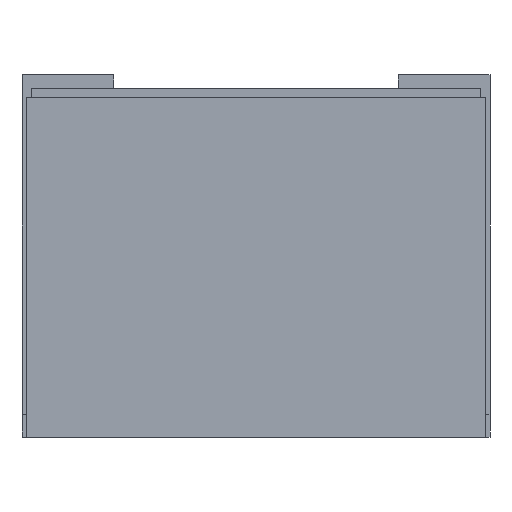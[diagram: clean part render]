
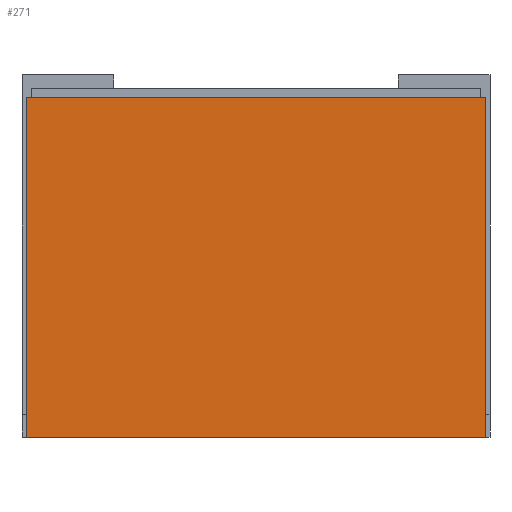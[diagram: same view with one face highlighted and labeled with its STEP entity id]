
A CAD part, front view. The second image highlights one B-rep face of the part: STEP entity #271.
In plain terms, the highlighted planar face has unit normal (0, -1, 0).
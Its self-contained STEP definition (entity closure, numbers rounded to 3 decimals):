
#22 = VERTEX_POINT('',#23);
#23 = CARTESIAN_POINT('',(-0.25,-0.5,0.));
#31 = EDGE_CURVE('',#22,#32,#34,.T.);
#32 = VERTEX_POINT('',#33);
#33 = CARTESIAN_POINT('',(-0.25,-0.5,0.37));
#34 = LINE('',#35,#36);
#35 = CARTESIAN_POINT('',(-0.25,-0.5,0.));
#36 = VECTOR('',#37,1.);
#37 = DIRECTION('',(0.,0.,1.));
#78 = EDGE_CURVE('',#79,#22,#81,.T.);
#79 = VERTEX_POINT('',#80);
#80 = CARTESIAN_POINT('',(0.25,-0.5,0.));
#81 = LINE('',#82,#83);
#82 = CARTESIAN_POINT('',(0.25,-0.5,0.));
#83 = VECTOR('',#84,1.);
#84 = DIRECTION('',(-1.,0.,0.));
#220 = EDGE_CURVE('',#221,#32,#223,.T.);
#221 = VERTEX_POINT('',#222);
#222 = CARTESIAN_POINT('',(0.25,-0.5,0.37));
#223 = LINE('',#224,#225);
#224 = CARTESIAN_POINT('',(0.25,-0.5,0.37));
#225 = VECTOR('',#226,1.);
#226 = DIRECTION('',(-1.,0.,0.));
#271 = ADVANCED_FACE('',(#272),#283,.T.);
#272 = FACE_BOUND('',#273,.T.);
#273 = EDGE_LOOP('',(#274,#280,#281,#282));
#274 = ORIENTED_EDGE('',*,*,#275,.T.);
#275 = EDGE_CURVE('',#79,#221,#276,.T.);
#276 = LINE('',#277,#278);
#277 = CARTESIAN_POINT('',(0.25,-0.5,0.));
#278 = VECTOR('',#279,1.);
#279 = DIRECTION('',(0.,0.,1.));
#280 = ORIENTED_EDGE('',*,*,#220,.T.);
#281 = ORIENTED_EDGE('',*,*,#31,.F.);
#282 = ORIENTED_EDGE('',*,*,#78,.F.);
#283 = PLANE('',#284);
#284 = AXIS2_PLACEMENT_3D('',#285,#286,#287);
#285 = CARTESIAN_POINT('',(0.25,-0.5,0.));
#286 = DIRECTION('',(0.,-1.,0.));
#287 = DIRECTION('',(-1.,0.,0.));
